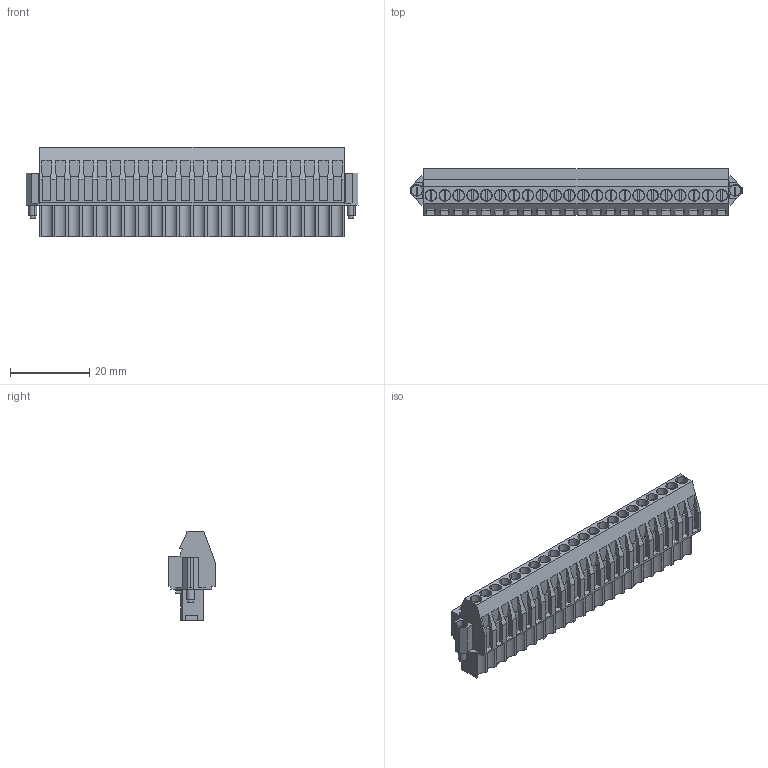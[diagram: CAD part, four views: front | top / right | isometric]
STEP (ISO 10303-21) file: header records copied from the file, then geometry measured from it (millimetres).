
FILE_DESCRIPTION(('CATIA V5 STEP Exchange','CAx-IF Rec.Pracs.--- Model Styling and Organization---1.2---2011-12-15'),'2;1');
FILE_NAME ('D1454064_0_1639210000_1639210000.stp','2017-04-18T10:25:09+00:00',('none'),('Weidmueller'),'CATIA Version 5-6 Release 2014','CATIA V5 STEP AP214','none');
FILE_SCHEMA(('AUTOMOTIVE_DESIGN { 1 0 10303 214 1 1 1 1 }'));
Length unit declared in the file: millimetre
Products named in the file (1): 1639210000
Bounding box: 83.94 x 11.83 x 22.6 mm (x, y, z)
Volume: 11987.9 mm3; surface area: 9286 mm2
Topology: 25 solids, 25 shells, 1318 faces, 3630 edges, 2455 vertices
Faces by surface type: plane 1121, cylinder 197
Entity records: 38882 total; most frequent: ORIENTED_EDGE 7260, CARTESIAN_POINT 7224, DIRECTION 5214, EDGE_CURVE 3630, VECTOR 3008, LINE 3008, VERTEX_POINT 2455, EDGE_LOOP 1415
